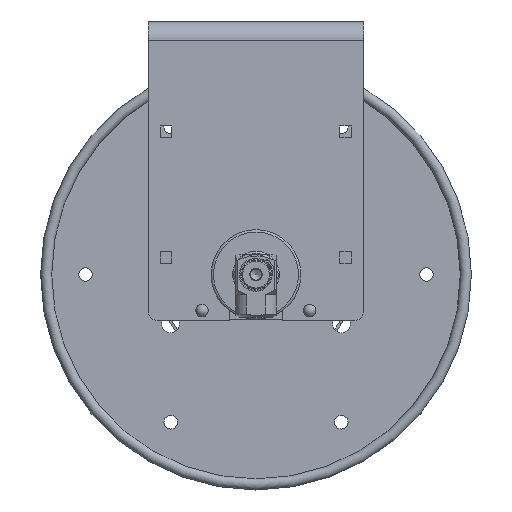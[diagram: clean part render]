
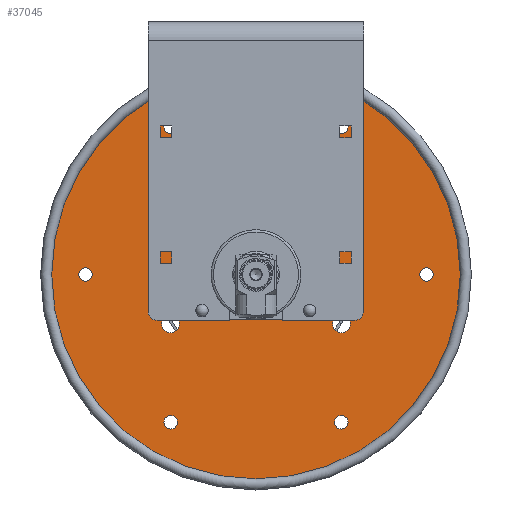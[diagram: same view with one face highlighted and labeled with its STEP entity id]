
A CAD part, left-side view. The second image highlights one B-rep face of the part: STEP entity #37045.
In plain terms, the highlighted planar face has unit normal (-1, 0, 0).
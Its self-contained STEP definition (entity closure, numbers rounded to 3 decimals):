
#2544=FACE_BOUND('',#5645,.T.);
#2545=FACE_BOUND('',#5646,.T.);
#2546=FACE_BOUND('',#5647,.T.);
#2547=FACE_BOUND('',#5648,.T.);
#2548=FACE_BOUND('',#5649,.T.);
#2549=FACE_BOUND('',#5650,.T.);
#2550=FACE_BOUND('',#5651,.T.);
#2551=FACE_BOUND('',#5652,.T.);
#2552=FACE_BOUND('',#5653,.T.);
#2553=FACE_BOUND('',#5654,.T.);
#2554=FACE_BOUND('',#5655,.T.);
#2951=CIRCLE('',#38640,0.43);
#2952=CIRCLE('',#38642,0.25);
#2953=CIRCLE('',#38644,0.25);
#2954=CIRCLE('',#38646,0.25);
#2955=CIRCLE('',#38648,0.11);
#2956=CIRCLE('',#38650,0.188);
#2957=CIRCLE('',#38652,0.188);
#2958=CIRCLE('',#38654,0.188);
#2959=CIRCLE('',#38656,0.188);
#2960=CIRCLE('',#38658,0.188);
#2961=CIRCLE('',#38660,0.188);
#2962=CIRCLE('',#38662,5.845);
#4050=FACE_OUTER_BOUND('',#5644,.T.);
#5644=EDGE_LOOP('',(#29139));
#5645=EDGE_LOOP('',(#29140));
#5646=EDGE_LOOP('',(#29141));
#5647=EDGE_LOOP('',(#29142));
#5648=EDGE_LOOP('',(#29143));
#5649=EDGE_LOOP('',(#29144));
#5650=EDGE_LOOP('',(#29145));
#5651=EDGE_LOOP('',(#29146));
#5652=EDGE_LOOP('',(#29147));
#5653=EDGE_LOOP('',(#29148));
#5654=EDGE_LOOP('',(#29149));
#5655=EDGE_LOOP('',(#29150));
#16078=VERTEX_POINT('',#58042);
#16079=VERTEX_POINT('',#58046);
#16080=VERTEX_POINT('',#58050);
#16081=VERTEX_POINT('',#58054);
#16082=VERTEX_POINT('',#58058);
#16083=VERTEX_POINT('',#58062);
#16084=VERTEX_POINT('',#58066);
#16085=VERTEX_POINT('',#58070);
#16086=VERTEX_POINT('',#58074);
#16087=VERTEX_POINT('',#58078);
#16088=VERTEX_POINT('',#58082);
#16089=VERTEX_POINT('',#58086);
#21334=EDGE_CURVE('',#16078,#16078,#2951,.T.);
#21336=EDGE_CURVE('',#16079,#16079,#2952,.T.);
#21338=EDGE_CURVE('',#16080,#16080,#2953,.T.);
#21340=EDGE_CURVE('',#16081,#16081,#2954,.T.);
#21342=EDGE_CURVE('',#16082,#16082,#2955,.T.);
#21343=EDGE_CURVE('',#16083,#16083,#2956,.T.);
#21345=EDGE_CURVE('',#16084,#16084,#2957,.T.);
#21347=EDGE_CURVE('',#16085,#16085,#2958,.T.);
#21349=EDGE_CURVE('',#16086,#16086,#2959,.T.);
#21351=EDGE_CURVE('',#16087,#16087,#2960,.T.);
#21353=EDGE_CURVE('',#16088,#16088,#2961,.T.);
#21355=EDGE_CURVE('',#16089,#16089,#2962,.T.);
#29139=ORIENTED_EDGE('',*,*,#21355,.F.);
#29140=ORIENTED_EDGE('',*,*,#21334,.T.);
#29141=ORIENTED_EDGE('',*,*,#21336,.T.);
#29142=ORIENTED_EDGE('',*,*,#21338,.T.);
#29143=ORIENTED_EDGE('',*,*,#21340,.T.);
#29144=ORIENTED_EDGE('',*,*,#21342,.T.);
#29145=ORIENTED_EDGE('',*,*,#21343,.T.);
#29146=ORIENTED_EDGE('',*,*,#21345,.T.);
#29147=ORIENTED_EDGE('',*,*,#21347,.T.);
#29148=ORIENTED_EDGE('',*,*,#21349,.T.);
#29149=ORIENTED_EDGE('',*,*,#21351,.T.);
#29150=ORIENTED_EDGE('',*,*,#21353,.T.);
#34403=PLANE('',#38661);
#37045=ADVANCED_FACE('',(#4050,#2544,#2545,#2546,#2547,#2548,#2549,#2550,
#2551,#2552,#2553,#2554),#34403,.T.);
#38640=AXIS2_PLACEMENT_3D('',#58044,#42571,#42572);
#38642=AXIS2_PLACEMENT_3D('',#58048,#42576,#42577);
#38644=AXIS2_PLACEMENT_3D('',#58052,#42581,#42582);
#38646=AXIS2_PLACEMENT_3D('',#58056,#42586,#42587);
#38648=AXIS2_PLACEMENT_3D('',#58060,#42591,#42592);
#38650=AXIS2_PLACEMENT_3D('',#58063,#42595,#42596);
#38652=AXIS2_PLACEMENT_3D('',#58067,#42600,#42601);
#38654=AXIS2_PLACEMENT_3D('',#58071,#42605,#42606);
#38656=AXIS2_PLACEMENT_3D('',#58075,#42610,#42611);
#38658=AXIS2_PLACEMENT_3D('',#58079,#42615,#42616);
#38660=AXIS2_PLACEMENT_3D('',#58083,#42620,#42621);
#38661=AXIS2_PLACEMENT_3D('',#58085,#42623,#42624);
#38662=AXIS2_PLACEMENT_3D('',#58087,#42625,#42626);
#42571=DIRECTION('center_axis',(1.,0.,0.));
#42572=DIRECTION('ref_axis',(0.,-1.,0.));
#42576=DIRECTION('center_axis',(1.,0.,0.));
#42577=DIRECTION('ref_axis',(0.,1.,0.));
#42581=DIRECTION('center_axis',(1.,0.,0.));
#42582=DIRECTION('ref_axis',(0.,1.,0.));
#42586=DIRECTION('center_axis',(1.,0.,0.));
#42587=DIRECTION('ref_axis',(0.,1.,0.));
#42591=DIRECTION('center_axis',(1.,0.,0.));
#42592=DIRECTION('ref_axis',(0.,1.,0.));
#42595=DIRECTION('center_axis',(1.,0.,0.));
#42596=DIRECTION('ref_axis',(0.,-1.,0.));
#42600=DIRECTION('center_axis',(1.,0.,0.));
#42601=DIRECTION('ref_axis',(0.,-0.5,0.866));
#42605=DIRECTION('center_axis',(1.,0.,0.));
#42606=DIRECTION('ref_axis',(0.,0.5,0.866));
#42610=DIRECTION('center_axis',(1.,0.,0.));
#42611=DIRECTION('ref_axis',(0.,1.,0.));
#42615=DIRECTION('center_axis',(1.,0.,0.));
#42616=DIRECTION('ref_axis',(0.,0.5,-0.866));
#42620=DIRECTION('center_axis',(1.,0.,0.));
#42621=DIRECTION('ref_axis',(0.,-0.5,-0.866));
#42623=DIRECTION('center_axis',(-1.,0.,0.));
#42624=DIRECTION('ref_axis',(0.,0.,
1.));
#42625=DIRECTION('center_axis',(1.,0.,0.));
#42626=DIRECTION('ref_axis',(0.,1.,0.));
#58042=CARTESIAN_POINT('',(-2.21,0.425,-6.901));
#58044=CARTESIAN_POINT('Origin',(-2.21,-0.005,-6.901));
#58046=CARTESIAN_POINT('',(-2.21,2.127,-8.276));
#58048=CARTESIAN_POINT('Origin',(-2.21,2.377,-8.276));
#58050=CARTESIAN_POINT('',(-2.21,-0.255,-4.151));
#58052=CARTESIAN_POINT('Origin',(-2.21,-0.005,
-4.151));
#58054=CARTESIAN_POINT('',(-2.21,-2.637,-8.276));
#58056=CARTESIAN_POINT('Origin',(-2.21,-2.387,-8.276));
#58058=CARTESIAN_POINT('',(-2.21,-0.114,-2.901));
#58060=CARTESIAN_POINT('Origin',(-2.21,-0.005,
-2.901));
#58062=CARTESIAN_POINT('',(-2.21,2.558,-2.787));
#58063=CARTESIAN_POINT('Origin',(-2.21,2.37,-2.787));
#58066=CARTESIAN_POINT('',(-2.21,4.839,-7.063));
#58067=CARTESIAN_POINT('Origin',(-2.21,4.745,-6.901));
#58070=CARTESIAN_POINT('',(-2.21,2.276,-11.177));
#58071=CARTESIAN_POINT('Origin',(-2.21,2.37,-11.014));
#58074=CARTESIAN_POINT('',(-2.21,-2.567,-11.014));
#58075=CARTESIAN_POINT('Origin',(-2.21,-2.38,-11.014));
#58078=CARTESIAN_POINT('',(-2.21,-4.849,-6.738));
#58079=CARTESIAN_POINT('Origin',(-2.21,-4.755,-6.901));
#58082=CARTESIAN_POINT('',(-2.21,-2.286,-2.624));
#58083=CARTESIAN_POINT('Origin',(-2.21,-2.38,-2.787));
#58085=CARTESIAN_POINT('Origin',(-2.21,2.918,-6.901));
#58086=CARTESIAN_POINT('',(-2.21,5.84,-6.901));
#58087=CARTESIAN_POINT('Origin',(-2.21,-0.005,-6.901));
